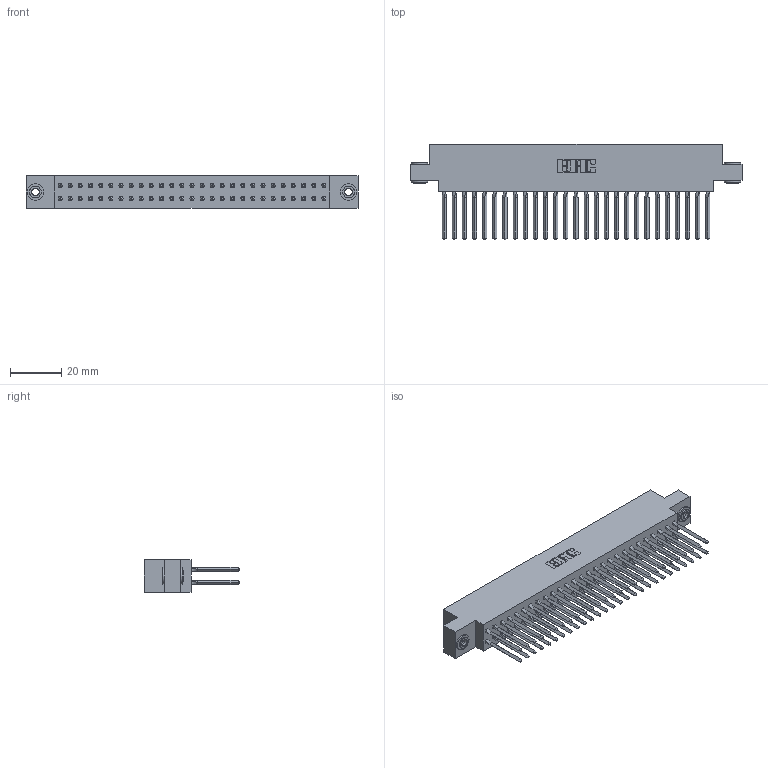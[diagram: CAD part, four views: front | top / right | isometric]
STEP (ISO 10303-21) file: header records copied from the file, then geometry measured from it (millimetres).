
FILE_DESCRIPTION (( 'STEP AP203' ), '1' );
FILE_NAME ('317-054-540-803.STEP', '2020-02-28T03:48:31', ( '' ), ( '' ), 'SwSTEP 2.0', 'SolidWorks 2016', '' );
FILE_SCHEMA (( 'CONFIG_CONTROL_DESIGN' ));
Length unit declared in the file: inch
Products named in the file (4): 317-054-540-803; 317 Part_.156 Dia - TH; 345-250-002_345-250-002-102; 317-290-001_540
Assembly tree (57 placements, depth 2):
  317-054-540-803
    317 Part_.156 Dia - TH
    317-290-001_540  x54
    345-250-002_345-250-002-102  x2
Bounding box: 129.69 x 37.34 x 12.7 mm (x, y, z)
Volume: 21278.6 mm3; surface area: 31371.4 mm2
Topology: 57 solids, 57 shells, 4946 faces, 13689 edges, 8816 vertices
Faces by surface type: plane 4010, cylinder 712, bspline 216, cone 8
Entity records: 41771 total; most frequent: CARTESIAN_POINT 7670, ORIENTED_EDGE 7162, DIRECTION 6017, EDGE_CURVE 3581, LINE 3301, VECTOR 3301, VERTEX_POINT 2379, AXIS2_PLACEMENT_3D 1358
